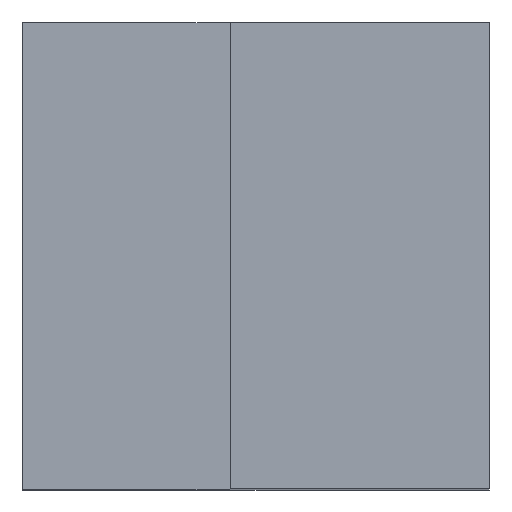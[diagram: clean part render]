
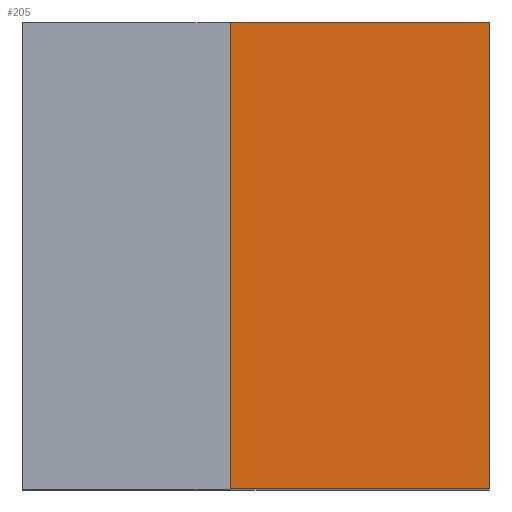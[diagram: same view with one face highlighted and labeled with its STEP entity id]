
A CAD part, top view. The second image highlights one B-rep face of the part: STEP entity #205.
In plain terms, the highlighted planar face has unit normal (0, 0, 1).
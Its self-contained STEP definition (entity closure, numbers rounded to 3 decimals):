
#205 = ADVANCED_FACE( '', ( #440 ), #441, .T. );
#440 = FACE_OUTER_BOUND( '', #709, .T. );
#441 = PLANE( '', #710 );
#709 = EDGE_LOOP( '', ( #1215, #1216, #1217, #1218 ) );
#710 = AXIS2_PLACEMENT_3D( '', #1219, #1220, #1221 );
#1215 = ORIENTED_EDGE( '', *, *, #1714, .F. );
#1216 = ORIENTED_EDGE( '', *, *, #1562, .T. );
#1217 = ORIENTED_EDGE( '', *, *, #1575, .T. );
#1218 = ORIENTED_EDGE( '', *, *, #1646, .T. );
#1219 = CARTESIAN_POINT( '', ( -4.5, -4.5, 14. ) );
#1220 = DIRECTION( '', ( 0., 0., 1. ) );
#1221 = DIRECTION( '', ( 1., 0., 0. ) );
#1562 = EDGE_CURVE( '', #1850, #1859, #1861, .T. );
#1575 = EDGE_CURVE( '', #1859, #1880, #1882, .T. );
#1646 = EDGE_CURVE( '', #1880, #1990, #1993, .T. );
#1714 = EDGE_CURVE( '', #1850, #1990, #2083, .T. );
#1850 = VERTEX_POINT( '', #2253 );
#1859 = VERTEX_POINT( '', #2266 );
#1861 = LINE( '', #2269, #2270 );
#1880 = VERTEX_POINT( '', #2297 );
#1882 = LINE( '', #2300, #2301 );
#1990 = VERTEX_POINT( '', #2460 );
#1993 = LINE( '', #2464, #2465 );
#2083 = LINE( '', #2603, #2604 );
#2253 = CARTESIAN_POINT( '', ( -0.5, -4.5, 14. ) );
#2266 = CARTESIAN_POINT( '', ( 4.5, -4.5, 14. ) );
#2269 = CARTESIAN_POINT( '', ( -4.5, -4.5, 14. ) );
#2270 = VECTOR( '', #2757, 1000. );
#2297 = CARTESIAN_POINT( '', ( 4.5, 4.5, 14. ) );
#2300 = CARTESIAN_POINT( '', ( 4.5, -4.5, 14. ) );
#2301 = VECTOR( '', #2767, 1000. );
#2460 = CARTESIAN_POINT( '', ( -0.5, 4.5, 14. ) );
#2464 = CARTESIAN_POINT( '', ( 4.5, 4.5, 14. ) );
#2465 = VECTOR( '', #2820, 1000. );
#2603 = CARTESIAN_POINT( '', ( -0.5, -4.5, 14. ) );
#2604 = VECTOR( '', #2869, 1000. );
#2757 = DIRECTION( '', ( 1., 0., 0. ) );
#2767 = DIRECTION( '', ( 0., 1., 0. ) );
#2820 = DIRECTION( '', ( -1., 0., 0. ) );
#2869 = DIRECTION( '', ( 0., 1., 0. ) );
